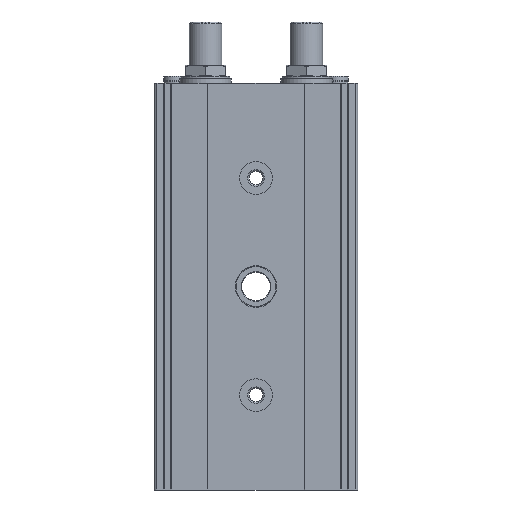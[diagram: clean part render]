
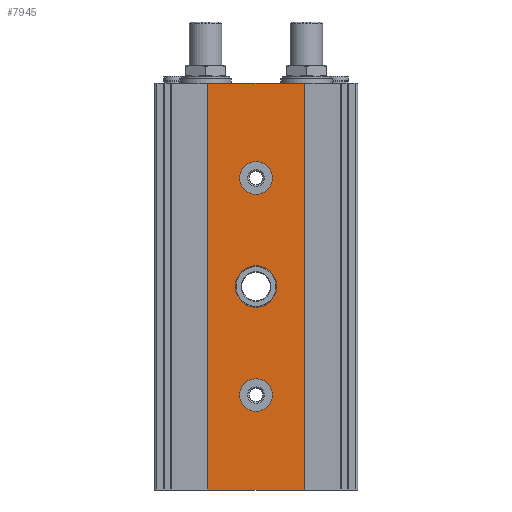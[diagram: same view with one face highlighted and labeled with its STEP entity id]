
A CAD part, front view. The second image highlights one B-rep face of the part: STEP entity #7945.
In plain terms, the highlighted planar face has unit normal (0, -1, 0).
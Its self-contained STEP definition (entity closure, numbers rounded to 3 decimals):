
#371=LINE('',#12664,#885);
#448=LINE('',#12974,#962);
#510=LINE('',#13153,#1024);
#511=LINE('',#13161,#1025);
#885=VECTOR('',#9827,1000.);
#962=VECTOR('',#10064,1000.);
#1024=VECTOR('',#10238,1000.);
#1025=VECTOR('',#10247,1000.);
#1378=PLANE('',#8717);
#1752=CIRCLE('',#8718,7.65);
#1753=CIRCLE('',#8719,6.);
#1754=CIRCLE('',#8720,6.);
#2605=ORIENTED_EDGE('',*,*,#4818,.F.);
#2606=ORIENTED_EDGE('',*,*,#4819,.F.);
#2607=ORIENTED_EDGE('',*,*,#4820,.F.);
#2608=ORIENTED_EDGE('',*,*,#4725,.T.);
#2609=ORIENTED_EDGE('',*,*,#4821,.F.);
#2610=ORIENTED_EDGE('',*,*,#4569,.F.);
#2611=ORIENTED_EDGE('',*,*,#4817,.T.);
#4569=EDGE_CURVE('',#5705,#5706,#371,.T.);
#4725=EDGE_CURVE('',#5859,#5858,#448,.T.);
#4817=EDGE_CURVE('',#5705,#5859,#510,.T.);
#4818=EDGE_CURVE('',#5920,#5920,#1752,.F.);
#4819=EDGE_CURVE('',#5921,#5921,#1753,.F.);
#4820=EDGE_CURVE('',#5922,#5922,#1754,.F.);
#4821=EDGE_CURVE('',#5706,#5858,#511,.T.);
#5705=VERTEX_POINT('',#12663);
#5706=VERTEX_POINT('',#12665);
#5858=VERTEX_POINT('',#12973);
#5859=VERTEX_POINT('',#12975);
#5920=VERTEX_POINT('',#13156);
#5921=VERTEX_POINT('',#13158);
#5922=VERTEX_POINT('',#13160);
#6490=EDGE_LOOP('',(#2605));
#6491=EDGE_LOOP('',(#2606));
#6492=EDGE_LOOP('',(#2607));
#6493=EDGE_LOOP('',(#2608,#2609,#2610,#2611));
#7196=FACE_BOUND('',#6490,.T.);
#7197=FACE_BOUND('',#6491,.T.);
#7198=FACE_BOUND('',#6492,.T.);
#7199=FACE_BOUND('',#6493,.T.);
#7945=ADVANCED_FACE('',(#7196,#7197,#7198,#7199),#1378,.F.);
#8717=AXIS2_PLACEMENT_3D('',#13154,#10239,#10240);
#8718=AXIS2_PLACEMENT_3D('',#13155,#10241,#10242);
#8719=AXIS2_PLACEMENT_3D('',#13157,#10243,#10244);
#8720=AXIS2_PLACEMENT_3D('',#13159,#10245,#10246);
#9827=DIRECTION('',(1.,0.,0.));
#10064=DIRECTION('',(1.,0.,0.));
#10238=DIRECTION('',(0.,0.,-1.));
#10239=DIRECTION('',(0.,1.,0.));
#10240=DIRECTION('',(-1.,0.,0.));
#10241=DIRECTION('',(0.,1.,0.));
#10242=DIRECTION('',(-1.,0.,0.));
#10243=DIRECTION('',(0.,1.,0.));
#10244=DIRECTION('',(-1.,0.,0.));
#10245=DIRECTION('',(0.,1.,0.));
#10246=DIRECTION('',(-1.,0.,0.));
#10247=DIRECTION('',(0.,0.,-1.));
#12663=CARTESIAN_POINT('',(-17.7,0.3,75.));
#12664=CARTESIAN_POINT('',(-17.7,0.3,75.));
#12665=CARTESIAN_POINT('',(17.7,0.3,75.));
#12973=CARTESIAN_POINT('',(17.7,0.3,-75.));
#12974=CARTESIAN_POINT('',(-17.7,0.3,-75.));
#12975=CARTESIAN_POINT('',(-17.7,0.3,-75.));
#13153=CARTESIAN_POINT('',(-17.7,0.3,75.));
#13154=CARTESIAN_POINT('',(-17.7,0.3,75.));
#13155=CARTESIAN_POINT('',(0.,0.3,0.));
#13156=CARTESIAN_POINT('',(-7.65,0.3,0.));
#13157=CARTESIAN_POINT('',(0.,0.3,-40.));
#13158=CARTESIAN_POINT('',(-6.,0.3,-40.));
#13159=CARTESIAN_POINT('',(0.,0.3,40.));
#13160=CARTESIAN_POINT('',(-6.,0.3,40.));
#13161=CARTESIAN_POINT('',(17.7,0.3,75.));
